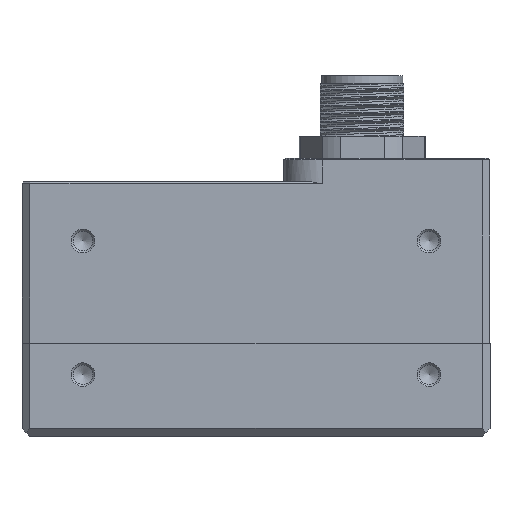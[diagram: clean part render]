
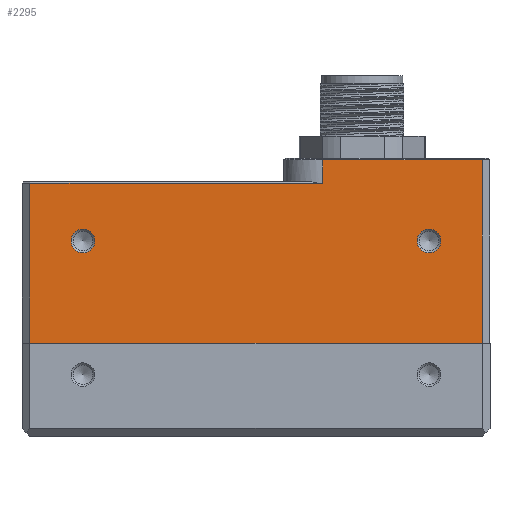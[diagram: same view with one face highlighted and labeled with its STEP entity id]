
A CAD part, front view. The second image highlights one B-rep face of the part: STEP entity #2295.
In plain terms, the highlighted planar face has unit normal (0, -1, 0).
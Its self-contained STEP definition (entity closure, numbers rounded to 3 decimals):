
#314=FACE_BOUND('',#5466,.T.);
#315=FACE_BOUND('',#5467,.T.);
#316=FACE_BOUND('',#5468,.T.);
#2295=ADVANCED_FACE('',(#314,#315,#316),#3475,.F.);
#3475=PLANE('',#23255);
#5466=EDGE_LOOP('',(#8489));
#5467=EDGE_LOOP('',(#8490));
#5468=EDGE_LOOP('',(#8491,#8492,#8493,#8494,#8495,#8496));
#8489=ORIENTED_EDGE('',*,*,#15673,.T.);
#8490=ORIENTED_EDGE('',*,*,#15674,.T.);
#8491=ORIENTED_EDGE('',*,*,#15675,.T.);
#8492=ORIENTED_EDGE('',*,*,#15676,.T.);
#8493=ORIENTED_EDGE('',*,*,#15677,.T.);
#8494=ORIENTED_EDGE('',*,*,#15678,.T.);
#8495=ORIENTED_EDGE('',*,*,#15502,.T.);
#8496=ORIENTED_EDGE('',*,*,#15430,.T.);
#13013=VERTEX_POINT('',#31889);
#13020=VERTEX_POINT('',#31902);
#13083=VERTEX_POINT('',#32052);
#13209=VERTEX_POINT('',#32396);
#13210=VERTEX_POINT('',#32398);
#13211=VERTEX_POINT('',#32400);
#13212=VERTEX_POINT('',#32402);
#13213=VERTEX_POINT('',#32404);
#15430=EDGE_CURVE('',#13013,#13020,#18372,.T.);
#15502=EDGE_CURVE('',#13083,#13013,#18423,.T.);
#15673=EDGE_CURVE('',#13209,#13209,#22388,.T.);
#15674=EDGE_CURVE('',#13210,#13210,#22389,.T.);
#15675=EDGE_CURVE('',#13020,#13211,#18555,.T.);
#15676=EDGE_CURVE('',#13211,#13212,#18556,.T.);
#15677=EDGE_CURVE('',#13212,#13213,#18557,.T.);
#15678=EDGE_CURVE('',#13213,#13083,#18558,.T.);
#18372=LINE('',#31903,#20537);
#18423=LINE('',#32051,#20588);
#18555=LINE('',#32399,#20720);
#18556=LINE('',#32401,#20721);
#18557=LINE('',#32403,#20722);
#18558=LINE('',#32405,#20723);
#20537=VECTOR('',#25881,1.);
#20588=VECTOR('',#26002,1.);
#20720=VECTOR('',#26310,1.);
#20721=VECTOR('',#26311,1.);
#20722=VECTOR('',#26312,1.);
#20723=VECTOR('',#26313,1.);
#22388=CIRCLE('',#23253,1.5);
#22389=CIRCLE('',#23254,1.5);
#23253=AXIS2_PLACEMENT_3D('',#32395,#26306,#26307);
#23254=AXIS2_PLACEMENT_3D('',#32397,#26308,#26309);
#23255=AXIS2_PLACEMENT_3D('',#32406,#26314,#26315);
#25881=DIRECTION('',(1.,0.,0.));
#26002=DIRECTION('',(0.,0.,-1.));
#26306=DIRECTION('',(0.,1.,0.));
#26307=DIRECTION('',(0.,0.,1.));
#26308=DIRECTION('',(0.,1.,0.));
#26309=DIRECTION('',(0.,0.,1.));
#26310=DIRECTION('',(0.,0.,1.));
#26311=DIRECTION('',(-1.,0.,0.));
#26312=DIRECTION('',(0.,0.,-1.));
#26313=DIRECTION('',(-1.,0.,0.));
#26314=DIRECTION('',(0.,1.,0.));
#26315=DIRECTION('',(0.,0.,-1.));
#31889=CARTESIAN_POINT('',(-34.194,-71.936,37.375));
#31902=CARTESIAN_POINT('',(23.306,-71.936,37.375));
#31903=CARTESIAN_POINT('',(-35.444,-71.936,37.375));
#32051=CARTESIAN_POINT('',(-34.194,-71.936,49.889));
#32052=CARTESIAN_POINT('',(-34.194,-71.936,57.689));
#32395=CARTESIAN_POINT('',(-27.444,-71.936,50.375));
#32396=CARTESIAN_POINT('',(-27.444,-71.936,51.875));
#32397=CARTESIAN_POINT('',(16.556,-71.936,50.375));
#32398=CARTESIAN_POINT('',(16.556,-71.936,51.875));
#32399=CARTESIAN_POINT('',(23.306,-71.936,49.889));
#32400=CARTESIAN_POINT('',(23.306,-71.936,60.689));
#32401=CARTESIAN_POINT('',(3.056,-71.936,60.689));
#32402=CARTESIAN_POINT('',(3.056,-71.936,60.689));
#32403=CARTESIAN_POINT('',(3.056,-71.936,49.889));
#32404=CARTESIAN_POINT('',(3.056,-71.936,57.689));
#32405=CARTESIAN_POINT('',(24.306,-71.936,57.689));
#32406=CARTESIAN_POINT('',(24.306,-71.936,49.889));
